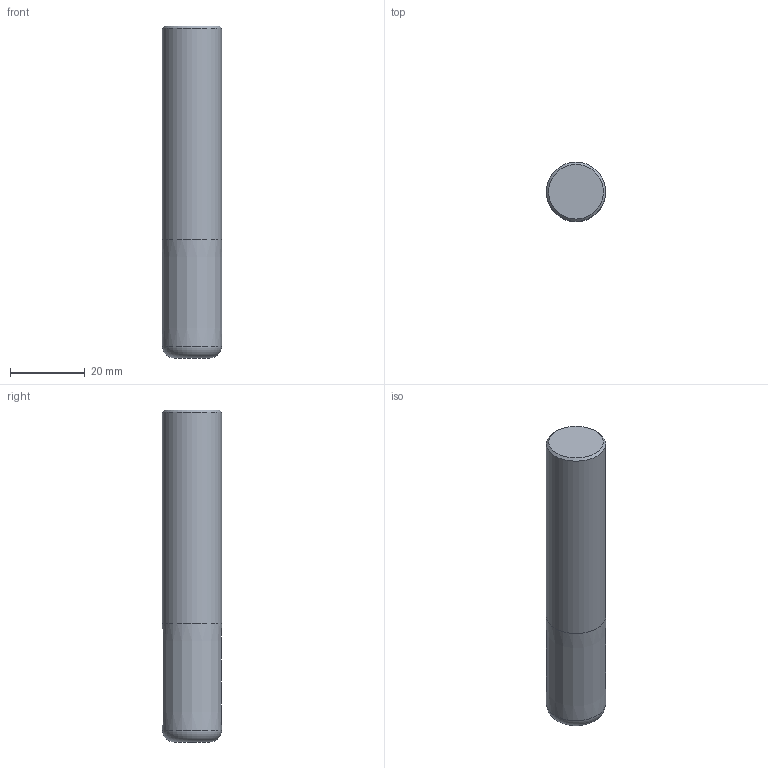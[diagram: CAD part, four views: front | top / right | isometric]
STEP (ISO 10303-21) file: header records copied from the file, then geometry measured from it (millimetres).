
FILE_DESCRIPTION(/* description */ (''),/* implementation_level */ '2;1');
FILE_NAME(/* name */ 'C5141-.625D2R125.0Z4_Basic.stp',/* time_stamp */ '2024-06-17T09:38:10+05:00',/* author */ (''),/* organization */ (''),/* preprocessor_version */ 'ST-DEVELOPER v16.7',/* originating_system */ 'SIEMENS PLM Software NX 12.0',/* authorisation */ '');
FILE_SCHEMA (('AUTOMOTIVE_DESIGN { 1 0 10303 214 3 1 1 1 }'));
Length unit declared in the file: millimetre
Products named in the file (1): inpu4F28F8327hkw
Bounding box: 15.88 x 15.88 x 88.9 mm (x, y, z)
Volume: 17487.2 mm3; surface area: 5134.3 mm2
Topology: 2 solids, 2 shells, 9 faces, 12 edges, 9 vertices
Faces by surface type: plane 5, cone 2, cylinder 1, torus 1
Full cylindrical faces by diameter (mm): 15.875 x1
Entity records: 260 total; most frequent: CARTESIAN_POINT 44, DIRECTION 40, AXIS2_PLACEMENT_3D 20, EDGE_LOOP 14, ORIENTED_EDGE 14, FACE_BOUND 10, ADVANCED_FACE 9, VERTEX_POINT 7
